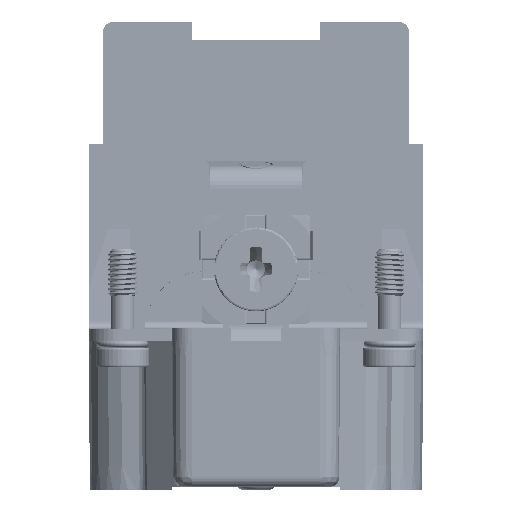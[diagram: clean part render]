
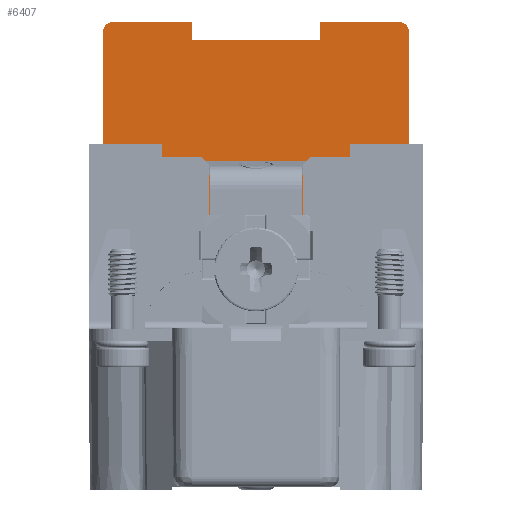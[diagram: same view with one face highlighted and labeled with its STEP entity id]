
A CAD part, left-side view. The second image highlights one B-rep face of the part: STEP entity #6407.
In plain terms, the highlighted planar face has unit normal (-1, 0, 0).
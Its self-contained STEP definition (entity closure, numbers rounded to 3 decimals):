
#550=FACE_BOUND('',#17675,.T.);
#551=FACE_BOUND('',#17676,.T.);
#552=FACE_BOUND('',#17677,.T.);
#3850=CIRCLE('',#88001,1.);
#3851=CIRCLE('',#88002,1.);
#3852=CIRCLE('',#88003,1.95);
#3853=CIRCLE('',#88004,1.);
#3854=CIRCLE('',#88005,1.);
#6407=ADVANCED_FACE('',(#550,#551,#552),#10778,.F.);
#10778=PLANE('',#88006);
#17675=EDGE_LOOP('',(#42379,#42380,#42381,#42382,#42383,#42384,#42385,#42386,
#42387,#42388,#42389,#42390,#42391,#42392,#42393,#42394,#42395,#42396));
#17676=EDGE_LOOP('',(#42397));
#17677=EDGE_LOOP('',(#42398,#42399,#42400,#42401,#42402,#42403,#42404,#42405,
#42406,#42407));
#24192=LINE('',#122696,#32216);
#24205=LINE('',#122727,#32229);
#24212=LINE('',#122741,#32236);
#24218=LINE('',#122751,#32242);
#24219=LINE('',#122753,#32243);
#24220=LINE('',#122755,#32244);
#24221=LINE('',#122757,#32245);
#24222=LINE('',#122759,#32246);
#24223=LINE('',#122761,#32247);
#24224=LINE('',#122765,#32248);
#24225=LINE('',#122767,#32249);
#24226=LINE('',#122769,#32250);
#24227=LINE('',#122771,#32251);
#24228=LINE('',#122773,#32252);
#24229=LINE('',#122777,#32253);
#24230=LINE('',#122779,#32254);
#24231=LINE('',#122781,#32255);
#24232=LINE('',#122784,#32256);
#24233=LINE('',#122786,#32257);
#24234=LINE('',#122788,#32258);
#24235=LINE('',#122792,#32259);
#24236=LINE('',#122796,#32260);
#24237=LINE('',#122798,#32261);
#24238=LINE('',#122800,#32262);
#32216=VECTOR('',#98016,1.);
#32229=VECTOR('',#98039,1.);
#32236=VECTOR('',#98050,1.);
#32242=VECTOR('',#98058,1.);
#32243=VECTOR('',#98059,1.);
#32244=VECTOR('',#98060,1.);
#32245=VECTOR('',#98061,1.);
#32246=VECTOR('',#98062,1.);
#32247=VECTOR('',#98063,1.);
#32248=VECTOR('',#98066,1.);
#32249=VECTOR('',#98067,1.);
#32250=VECTOR('',#98068,1.);
#32251=VECTOR('',#98069,1.);
#32252=VECTOR('',#98070,1.);
#32253=VECTOR('',#98073,1.);
#32254=VECTOR('',#98074,1.);
#32255=VECTOR('',#98075,1.);
#32256=VECTOR('',#98078,1.);
#32257=VECTOR('',#98079,1.);
#32258=VECTOR('',#98080,1.);
#32259=VECTOR('',#98083,1.);
#32260=VECTOR('',#98086,1.);
#32261=VECTOR('',#98087,1.);
#32262=VECTOR('',#98088,1.);
#42379=ORIENTED_EDGE('',*,*,#74875,.T.);
#42380=ORIENTED_EDGE('',*,*,#74869,.T.);
#42381=ORIENTED_EDGE('',*,*,#74847,.T.);
#42382=ORIENTED_EDGE('',*,*,#74876,.F.);
#42383=ORIENTED_EDGE('',*,*,#74877,.F.);
#42384=ORIENTED_EDGE('',*,*,#74878,.T.);
#42385=ORIENTED_EDGE('',*,*,#74879,.F.);
#42386=ORIENTED_EDGE('',*,*,#74880,.F.);
#42387=ORIENTED_EDGE('',*,*,#74881,.T.);
#42388=ORIENTED_EDGE('',*,*,#74882,.T.);
#42389=ORIENTED_EDGE('',*,*,#74883,.F.);
#42390=ORIENTED_EDGE('',*,*,#74884,.F.);
#42391=ORIENTED_EDGE('',*,*,#74885,.T.);
#42392=ORIENTED_EDGE('',*,*,#74886,.F.);
#42393=ORIENTED_EDGE('',*,*,#74887,.F.);
#42394=ORIENTED_EDGE('',*,*,#74888,.T.);
#42395=ORIENTED_EDGE('',*,*,#74889,.T.);
#42396=ORIENTED_EDGE('',*,*,#74890,.F.);
#42397=ORIENTED_EDGE('',*,*,#74891,.T.);
#42398=ORIENTED_EDGE('',*,*,#74892,.F.);
#42399=ORIENTED_EDGE('',*,*,#74893,.F.);
#42400=ORIENTED_EDGE('',*,*,#74894,.F.);
#42401=ORIENTED_EDGE('',*,*,#74895,.F.);
#42402=ORIENTED_EDGE('',*,*,#74896,.F.);
#42403=ORIENTED_EDGE('',*,*,#74897,.F.);
#42404=ORIENTED_EDGE('',*,*,#74898,.T.);
#42405=ORIENTED_EDGE('',*,*,#74899,.T.);
#42406=ORIENTED_EDGE('',*,*,#74900,.T.);
#42407=ORIENTED_EDGE('',*,*,#74862,.F.);
#65716=VERTEX_POINT('',#122695);
#65717=VERTEX_POINT('',#122697);
#65726=VERTEX_POINT('',#122728);
#65727=VERTEX_POINT('',#122729);
#65731=VERTEX_POINT('',#122742);
#65734=VERTEX_POINT('',#122752);
#65735=VERTEX_POINT('',#122754);
#65736=VERTEX_POINT('',#122756);
#65737=VERTEX_POINT('',#122758);
#65738=VERTEX_POINT('',#122760);
#65739=VERTEX_POINT('',#122762);
#65740=VERTEX_POINT('',#122764);
#65741=VERTEX_POINT('',#122766);
#65742=VERTEX_POINT('',#122768);
#65743=VERTEX_POINT('',#122770);
#65744=VERTEX_POINT('',#122772);
#65745=VERTEX_POINT('',#122774);
#65746=VERTEX_POINT('',#122776);
#65747=VERTEX_POINT('',#122778);
#65748=VERTEX_POINT('',#122780);
#65749=VERTEX_POINT('',#122783);
#65750=VERTEX_POINT('',#122785);
#65751=VERTEX_POINT('',#122787);
#65752=VERTEX_POINT('',#122789);
#65753=VERTEX_POINT('',#122791);
#65754=VERTEX_POINT('',#122793);
#65755=VERTEX_POINT('',#122795);
#65756=VERTEX_POINT('',#122797);
#65757=VERTEX_POINT('',#122799);
#74847=EDGE_CURVE('',#65717,#65716,#24192,.T.);
#74862=EDGE_CURVE('',#65726,#65727,#24205,.T.);
#74869=EDGE_CURVE('',#65731,#65717,#24212,.T.);
#74875=EDGE_CURVE('',#65734,#65731,#24218,.T.);
#74876=EDGE_CURVE('',#65735,#65716,#24219,.T.);
#74877=EDGE_CURVE('',#65736,#65735,#24220,.T.);
#74878=EDGE_CURVE('',#65736,#65737,#24221,.T.);
#74879=EDGE_CURVE('',#65738,#65737,#24222,.T.);
#74880=EDGE_CURVE('',#65739,#65738,#24223,.T.);
#74881=EDGE_CURVE('',#65739,#65740,#3850,.T.);
#74882=EDGE_CURVE('',#65740,#65741,#24224,.T.);
#74883=EDGE_CURVE('',#65742,#65741,#24225,.T.);
#74884=EDGE_CURVE('',#65743,#65742,#24226,.T.);
#74885=EDGE_CURVE('',#65743,#65744,#24227,.T.);
#74886=EDGE_CURVE('',#65745,#65744,#24228,.T.);
#74887=EDGE_CURVE('',#65746,#65745,#3851,.T.);
#74888=EDGE_CURVE('',#65746,#65747,#24229,.T.);
#74889=EDGE_CURVE('',#65747,#65748,#24230,.T.);
#74890=EDGE_CURVE('',#65734,#65748,#24231,.T.);
#74891=EDGE_CURVE('',#65749,#65749,#3852,.T.);
#74892=EDGE_CURVE('',#65750,#65726,#24232,.T.);
#74893=EDGE_CURVE('',#65751,#65750,#24233,.T.);
#74894=EDGE_CURVE('',#65752,#65751,#24234,.T.);
#74895=EDGE_CURVE('',#65753,#65752,#3853,.T.);
#74896=EDGE_CURVE('',#65754,#65753,#24235,.T.);
#74897=EDGE_CURVE('',#65755,#65754,#3854,.T.);
#74898=EDGE_CURVE('',#65755,#65756,#24236,.T.);
#74899=EDGE_CURVE('',#65756,#65757,#24237,.T.);
#74900=EDGE_CURVE('',#65757,#65727,#24238,.T.);
#88001=AXIS2_PLACEMENT_3D('',#122763,#98064,#98065);
#88002=AXIS2_PLACEMENT_3D('',#122775,#98071,#98072);
#88003=AXIS2_PLACEMENT_3D('',#122782,#98076,#98077);
#88004=AXIS2_PLACEMENT_3D('',#122790,#98081,#98082);
#88005=AXIS2_PLACEMENT_3D('',#122794,#98084,#98085);
#88006=AXIS2_PLACEMENT_3D('',#122801,#98089,#98090);
#98016=DIRECTION('',(0.,-1.,0.));
#98039=DIRECTION('',(0.,-1.,0.));
#98050=DIRECTION('',(0.,0.,-1.));
#98058=DIRECTION('',(0.,-1.,0.));
#98059=DIRECTION('',(0.,0.,-1.));
#98060=DIRECTION('',(0.,1.,0.));
#98061=DIRECTION('',(0.,0.,1.));
#98062=DIRECTION('',(0.,1.,0.));
#98063=DIRECTION('',(0.,0.,-1.));
#98064=DIRECTION('',(-1.,0.,0.));
#98065=DIRECTION('',(0.,0.,-1.));
#98066=DIRECTION('',(0.,1.,0.));
#98067=DIRECTION('',(0.,0.,1.));
#98068=DIRECTION('',(0.,-1.,0.));
#98069=DIRECTION('',(0.,0.,1.));
#98070=DIRECTION('',(0.,-1.,0.));
#98071=DIRECTION('',(1.,0.,0.));
#98072=DIRECTION('',(0.,0.,-1.));
#98073=DIRECTION('',(0.,0.,-1.));
#98074=DIRECTION('',(0.,-1.,0.));
#98075=DIRECTION('',(0.,0.,1.));
#98076=DIRECTION('',(1.,0.,0.));
#98077=DIRECTION('',(0.,0.,-1.));
#98078=DIRECTION('',(0.,0.,-1.));
#98079=DIRECTION('',(0.,1.,0.));
#98080=DIRECTION('',(0.,0.,1.));
#98081=DIRECTION('',(1.,0.,0.));
#98082=DIRECTION('',(0.,0.,-1.));
#98083=DIRECTION('',(0.,1.,0.));
#98084=DIRECTION('',(1.,0.,0.));
#98085=DIRECTION('',(0.,0.,-1.));
#98086=DIRECTION('',(0.,0.,1.));
#98087=DIRECTION('',(0.,-1.,0.));
#98088=DIRECTION('',(0.,0.,-1.));
#98089=DIRECTION('',(1.,0.,0.));
#98090=DIRECTION('',(0.,0.,-1.));
#122695=CARTESIAN_POINT('',(-27.45,-4.75,45.1));
#122696=CARTESIAN_POINT('',(-27.45,8.425,45.1));
#122697=CARTESIAN_POINT('',(-27.45,4.75,45.1));
#122727=CARTESIAN_POINT('',(-27.45,8.425,52.8));
#122728=CARTESIAN_POINT('',(-27.45,3.4,52.8));
#122729=CARTESIAN_POINT('',(-27.45,-3.4,52.8));
#122741=CARTESIAN_POINT('',(-27.45,4.75,41.25));
#122742=CARTESIAN_POINT('',(-27.45,4.75,58.1));
#122751=CARTESIAN_POINT('',(-27.45,9.5,58.1));
#122752=CARTESIAN_POINT('',(-27.45,9.5,58.1));
#122753=CARTESIAN_POINT('',(-27.45,-4.75,48.4));
#122754=CARTESIAN_POINT('',(-27.45,-4.75,58.1));
#122755=CARTESIAN_POINT('',(-27.45,-9.5,58.1));
#122756=CARTESIAN_POINT('',(-27.45,-9.5,58.1));
#122757=CARTESIAN_POINT('',(-27.45,-9.5,57.3));
#122758=CARTESIAN_POINT('',(-27.45,-9.5,61.9));
#122759=CARTESIAN_POINT('',(-27.45,-15.45,61.9));
#122760=CARTESIAN_POINT('',(-27.45,-15.45,61.9));
#122761=CARTESIAN_POINT('',(-27.45,-15.45,73.7));
#122762=CARTESIAN_POINT('',(-27.45,-15.45,73.2));
#122763=CARTESIAN_POINT('',(-27.45,-14.45,73.2));
#122764=CARTESIAN_POINT('',(-27.45,-14.45,74.2));
#122765=CARTESIAN_POINT('',(-27.45,-15.45,74.2));
#122766=CARTESIAN_POINT('',(-27.45,-6.5,74.2));
#122767=CARTESIAN_POINT('',(-27.45,-6.5,67.2));
#122768=CARTESIAN_POINT('',(-27.45,-6.5,72.4));
#122769=CARTESIAN_POINT('',(-27.45,0.,72.4));
#122770=CARTESIAN_POINT('',(-27.45,6.5,72.4));
#122771=CARTESIAN_POINT('',(-27.45,6.5,67.2));
#122772=CARTESIAN_POINT('',(-27.45,6.5,74.2));
#122773=CARTESIAN_POINT('',(-27.45,15.45,74.2));
#122774=CARTESIAN_POINT('',(-27.45,14.45,74.2));
#122775=CARTESIAN_POINT('',(-27.45,14.45,73.2));
#122776=CARTESIAN_POINT('',(-27.45,15.45,73.2));
#122777=CARTESIAN_POINT('',(-27.45,15.45,73.7));
#122778=CARTESIAN_POINT('',(-27.45,15.45,61.9));
#122779=CARTESIAN_POINT('',(-27.45,15.45,61.9));
#122780=CARTESIAN_POINT('',(-27.45,9.5,61.9));
#122781=CARTESIAN_POINT('',(-27.45,9.5,57.3));
#122782=CARTESIAN_POINT('',(-27.45,0.,49.2));
#122783=CARTESIAN_POINT('',(-27.45,0.,47.25));
#122784=CARTESIAN_POINT('',(-27.45,3.4,41.25));
#122785=CARTESIAN_POINT('',(-27.45,3.4,55.4));
#122786=CARTESIAN_POINT('',(-27.45,0.,55.4));
#122787=CARTESIAN_POINT('',(-27.45,2.95,55.4));
#122788=CARTESIAN_POINT('',(-27.45,2.95,67.2));
#122789=CARTESIAN_POINT('',(-27.45,2.95,54.4));
#122790=CARTESIAN_POINT('',(-27.45,1.95,54.4));
#122791=CARTESIAN_POINT('',(-27.45,1.95,53.4));
#122792=CARTESIAN_POINT('',(-27.45,0.,53.4));
#122793=CARTESIAN_POINT('',(-27.45,-1.95,53.4));
#122794=CARTESIAN_POINT('',(-27.45,-1.95,54.4));
#122795=CARTESIAN_POINT('',(-27.45,-2.95,54.4));
#122796=CARTESIAN_POINT('',(-27.45,-2.95,67.2));
#122797=CARTESIAN_POINT('',(-27.45,-2.95,55.4));
#122798=CARTESIAN_POINT('',(-27.45,0.,55.4));
#122799=CARTESIAN_POINT('',(-27.45,-3.4,55.4));
#122800=CARTESIAN_POINT('',(-27.45,-3.4,48.4));
#122801=CARTESIAN_POINT('',(-27.45,8.425,41.25));
